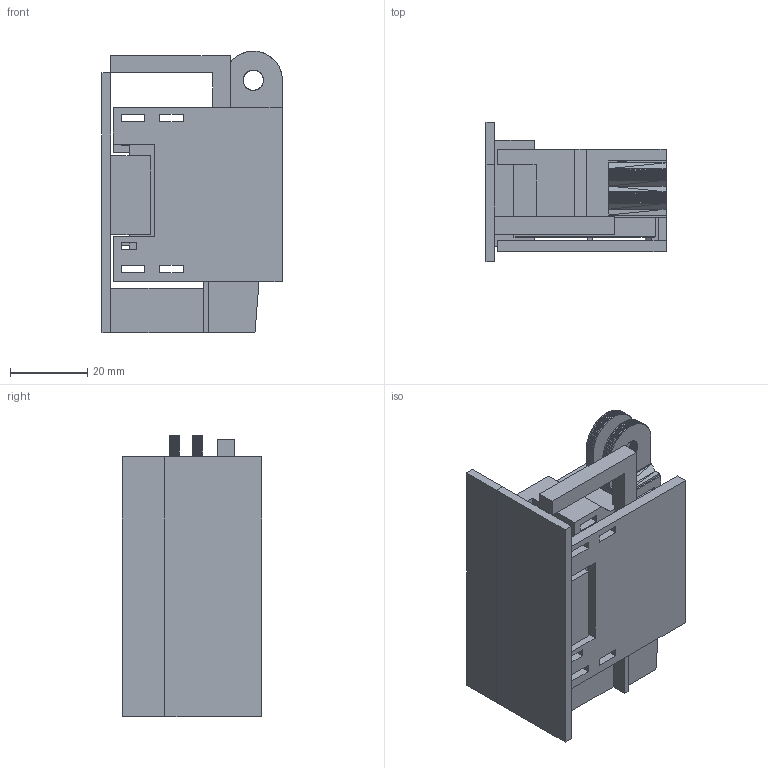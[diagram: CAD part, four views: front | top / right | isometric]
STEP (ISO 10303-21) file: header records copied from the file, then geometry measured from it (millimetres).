
FILE_DESCRIPTION(/* description */ (''),/* implementation_level */ '2;1');
FILE_NAME(/* name */ '2c9a5a85-8a7f-4767-9b12-ed7f6aca5752.stp',/* time_stamp */ '2023-04-21T11:14:57Z',/* author */ (''),/* organization */ (''),/* preprocessor_version */ 'ST-DEVELOPER v19.2',/* originating_system */ 'Autodesk Translation Framework v12.4.0.73',/* authorisation */ '');
FILE_SCHEMA (('AUTOMOTIVE_DESIGN { 1 0 10303 214 3 1 1 }'));
Length unit declared in the file: millimetre
Products named in the file (2): CostcoBubbler; costcoHolster
Assembly tree (1 placements, depth 2):
  CostcoBubbler
    costcoHolster
Bounding box: 46.55 x 36 x 72.75 mm (x, y, z)
Volume: 58321.3 mm3; surface area: 27132.4 mm2
Topology: 3 solids, 3 shells, 1112 faces, 3203 edges, 2098 vertices
Faces by surface type: plane 1108, cylinder 4
Full cylindrical faces by diameter (mm): 4.45 x2, 5.45 x2
Entity records: 35656 total; most frequent: CARTESIAN_POINT 6416, ORIENTED_EDGE 6406, DIRECTION 5441, EDGE_CURVE 3203, LINE 3195, VECTOR 3195, VERTEX_POINT 2098, EDGE_LOOP 1145
